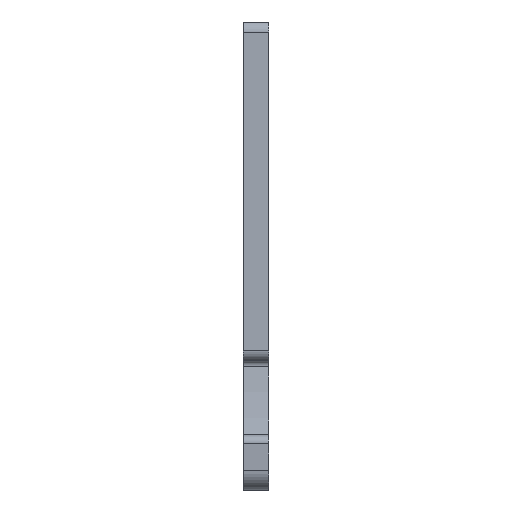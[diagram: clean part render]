
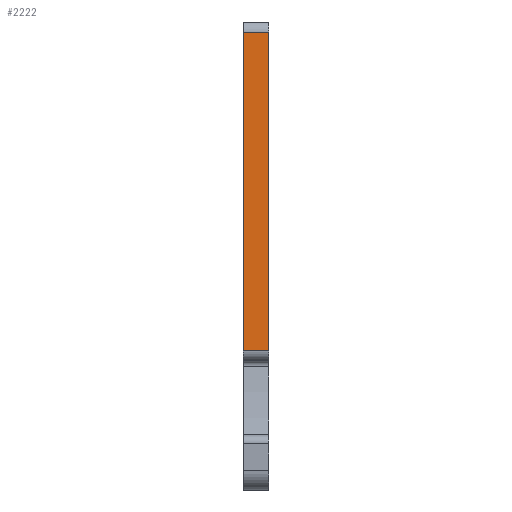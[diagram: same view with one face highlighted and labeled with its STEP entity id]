
A CAD part, front view. The second image highlights one B-rep face of the part: STEP entity #2222.
In plain terms, the highlighted planar face has unit normal (0, -1, 0).
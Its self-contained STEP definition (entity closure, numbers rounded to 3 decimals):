
#2209=AXIS2_PLACEMENT_3D('Plane Axis2P3D',#2206,#2207,#2208) ;
#360=CARTESIAN_POINT('Vertex',(2.5,1.529,44.15)) ;
#363=CARTESIAN_POINT('Line Origine',(2.5,1.529,28.8)) ;
#367=CARTESIAN_POINT('Vertex',(2.5,1.529,13.45)) ;
#2042=CARTESIAN_POINT('Vertex',(0.,1.529,13.45)) ;
#2045=CARTESIAN_POINT('Line Origine',(0.,1.529,28.8)) ;
#2049=CARTESIAN_POINT('Vertex',(0.,1.529,44.15)) ;
#2194=CARTESIAN_POINT('Line Origine',(1.25,1.529,44.15)) ;
#2206=CARTESIAN_POINT('Axis2P3D Location',(0.,1.529,13.45)) ;
#2211=CARTESIAN_POINT('Line Origine',(1.25,1.529,13.45)) ;
#364=DIRECTION('Vector Direction',(0.,0.,-1.)) ;
#2046=DIRECTION('Vector Direction',(0.,0.,-1.)) ;
#2195=DIRECTION('Vector Direction',(1.,0.,0.)) ;
#2207=DIRECTION('Axis2P3D Direction',(0.,1.,0.)) ;
#2208=DIRECTION('Axis2P3D XDirection',(0.,0.,1.)) ;
#2212=DIRECTION('Vector Direction',(-1.,0.,0.)) ;
#365=VECTOR('Line Direction',#364,1.) ;
#2047=VECTOR('Line Direction',#2046,1.) ;
#2196=VECTOR('Line Direction',#2195,1.) ;
#2213=VECTOR('Line Direction',#2212,1.) ;
#2217=ORIENTED_EDGE('',*,*,#2051,.T.) ;
#2218=ORIENTED_EDGE('',*,*,#2215,.F.) ;
#2219=ORIENTED_EDGE('',*,*,#369,.F.) ;
#2220=ORIENTED_EDGE('',*,*,#2198,.T.) ;
#2222=ADVANCED_FACE('V1',(#2221),#2210,.F.) ;
#369=EDGE_CURVE('',#361,#368,#366,.T.) ;
#2051=EDGE_CURVE('',#2050,#2043,#2048,.T.) ;
#2198=EDGE_CURVE('',#361,#2050,#2197,.F.) ;
#2215=EDGE_CURVE('',#368,#2043,#2214,.T.) ;
#2216=EDGE_LOOP('',(#2217,#2218,#2219,#2220)) ;
#2221=FACE_OUTER_BOUND('',#2216,.T.) ;
#366=LINE('Line',#363,#365) ;
#2048=LINE('Line',#2045,#2047) ;
#2197=LINE('Line',#2194,#2196) ;
#2214=LINE('Line',#2211,#2213) ;
#2210=PLANE('',#2209) ;
#361=VERTEX_POINT('',#360) ;
#368=VERTEX_POINT('',#367) ;
#2043=VERTEX_POINT('',#2042) ;
#2050=VERTEX_POINT('',#2049) ;
